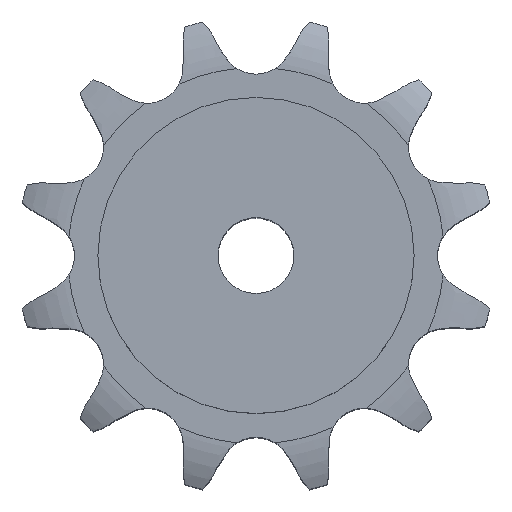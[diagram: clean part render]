
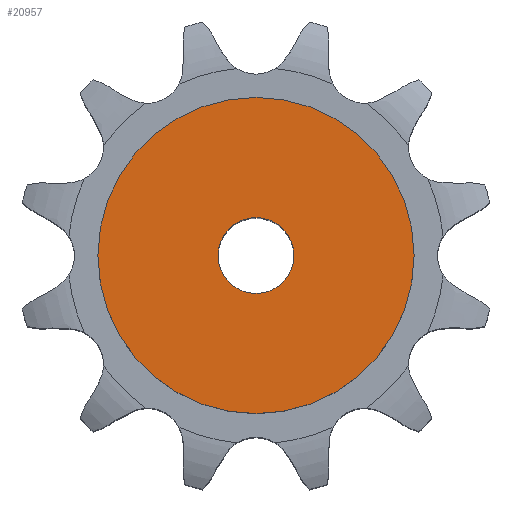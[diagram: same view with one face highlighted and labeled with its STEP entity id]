
A CAD part, top view. The second image highlights one B-rep face of the part: STEP entity #20957.
In plain terms, the highlighted planar face has unit normal (0, 0, 1).
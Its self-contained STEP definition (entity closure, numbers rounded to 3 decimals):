
#11371 = CYLINDRICAL_SURFACE('',#11372,15.);
#11372 = AXIS2_PLACEMENT_3D('',#11373,#11374,#11375);
#11373 = CARTESIAN_POINT('',(0.,0.,354.251));
#11374 = DIRECTION('',(0.,0.,1.));
#11375 = DIRECTION('',(1.,0.,0.));
#14343 = EDGE_CURVE('',#14344,#14344,#14346,.T.);
#14344 = VERTEX_POINT('',#14345);
#14345 = CARTESIAN_POINT('',(15.,0.,180.));
#14346 = SURFACE_CURVE('',#14347,(#14352,#14359),.PCURVE_S1.);
#14347 = CIRCLE('',#14348,15.);
#14348 = AXIS2_PLACEMENT_3D('',#14349,#14350,#14351);
#14349 = CARTESIAN_POINT('',(0.,0.,180.));
#14350 = DIRECTION('',(0.,0.,1.));
#14351 = DIRECTION('',(1.,0.,0.));
#14352 = PCURVE('',#11371,#14353);
#14353 = DEFINITIONAL_REPRESENTATION('',(#14354),#14358);
#14354 = LINE('',#14355,#14356);
#14355 = CARTESIAN_POINT('',(0.,-174.251));
#14356 = VECTOR('',#14357,1.);
#14357 = DIRECTION('',(1.,0.));
#14358 = ( GEOMETRIC_REPRESENTATION_CONTEXT(2) 
PARAMETRIC_REPRESENTATION_CONTEXT() REPRESENTATION_CONTEXT('2D SPACE',''
  ) );
#14359 = PCURVE('',#14360,#14365);
#14360 = PLANE('',#14361);
#14361 = AXIS2_PLACEMENT_3D('',#14362,#14363,#14364);
#14362 = CARTESIAN_POINT('',(0.,0.,180.
    ));
#14363 = DIRECTION('',(0.,0.,1.));
#14364 = DIRECTION('',(1.,0.,0.));
#14365 = DEFINITIONAL_REPRESENTATION('',(#14366),#14370);
#14366 = CIRCLE('',#14367,15.);
#14367 = AXIS2_PLACEMENT_2D('',#14368,#14369);
#14368 = CARTESIAN_POINT('',(0.,0.));
#14369 = DIRECTION('',(1.,0.));
#14370 = ( GEOMETRIC_REPRESENTATION_CONTEXT(2) 
PARAMETRIC_REPRESENTATION_CONTEXT() REPRESENTATION_CONTEXT('2D SPACE',''
  ) );
#20957 = ADVANCED_FACE('',(#20958,#20989),#14360,.T.);
#20958 = FACE_BOUND('',#20959,.T.);
#20959 = EDGE_LOOP('',(#20960));
#20960 = ORIENTED_EDGE('',*,*,#20961,.T.);
#20961 = EDGE_CURVE('',#20962,#20962,#20964,.T.);
#20962 = VERTEX_POINT('',#20963);
#20963 = CARTESIAN_POINT('',(62.5,0.,180.));
#20964 = SURFACE_CURVE('',#20965,(#20970,#20977),.PCURVE_S1.);
#20965 = CIRCLE('',#20966,62.5);
#20966 = AXIS2_PLACEMENT_3D('',#20967,#20968,#20969);
#20967 = CARTESIAN_POINT('',(0.,0.,180.));
#20968 = DIRECTION('',(0.,0.,1.));
#20969 = DIRECTION('',(1.,0.,0.));
#20970 = PCURVE('',#14360,#20971);
#20971 = DEFINITIONAL_REPRESENTATION('',(#20972),#20976);
#20972 = CIRCLE('',#20973,62.5);
#20973 = AXIS2_PLACEMENT_2D('',#20974,#20975);
#20974 = CARTESIAN_POINT('',(0.,0.));
#20975 = DIRECTION('',(1.,0.));
#20976 = ( GEOMETRIC_REPRESENTATION_CONTEXT(2) 
PARAMETRIC_REPRESENTATION_CONTEXT() REPRESENTATION_CONTEXT('2D SPACE',''
  ) );
#20977 = PCURVE('',#20978,#20983);
#20978 = CYLINDRICAL_SURFACE('',#20979,62.5);
#20979 = AXIS2_PLACEMENT_3D('',#20980,#20981,#20982);
#20980 = CARTESIAN_POINT('',(0.,0.,0.));
#20981 = DIRECTION('',(-0.,-0.,-1.));
#20982 = DIRECTION('',(1.,0.,0.));
#20983 = DEFINITIONAL_REPRESENTATION('',(#20984),#20988);
#20984 = LINE('',#20985,#20986);
#20985 = CARTESIAN_POINT('',(-0.,-180.));
#20986 = VECTOR('',#20987,1.);
#20987 = DIRECTION('',(-1.,0.));
#20988 = ( GEOMETRIC_REPRESENTATION_CONTEXT(2) 
PARAMETRIC_REPRESENTATION_CONTEXT() REPRESENTATION_CONTEXT('2D SPACE',''
  ) );
#20989 = FACE_BOUND('',#20990,.T.);
#20990 = EDGE_LOOP('',(#20991));
#20991 = ORIENTED_EDGE('',*,*,#14343,.F.);
